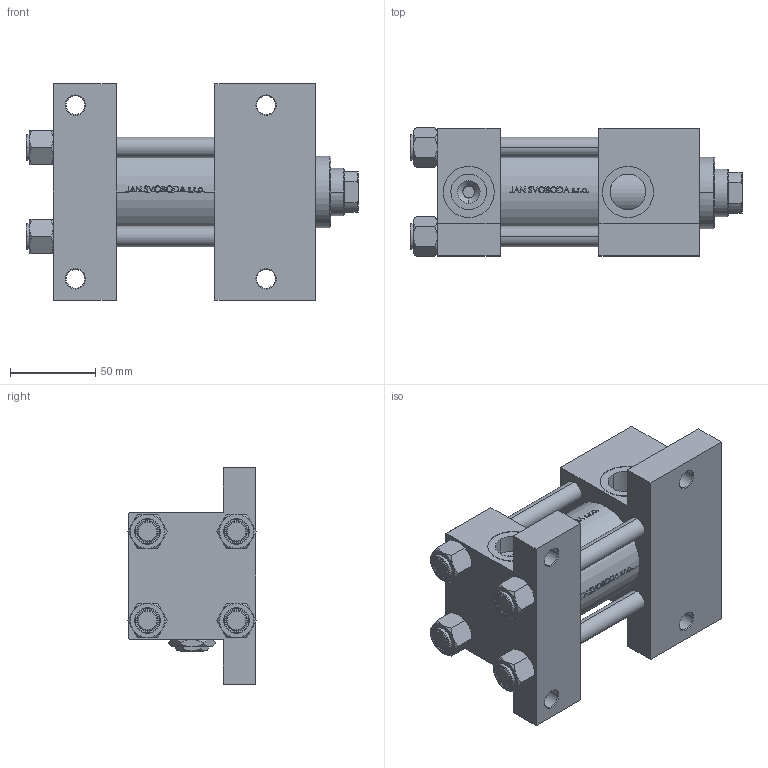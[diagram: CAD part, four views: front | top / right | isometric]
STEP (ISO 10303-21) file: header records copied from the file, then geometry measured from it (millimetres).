
FILE_DESCRIPTION (( 'STEP AP203' ), '1' );
FILE_NAME ('1709.STEP', '2023-08-23T15:13:41', ( '' ), ( '' ), 'SwSTEP 2.0', 'SolidWorks 2019', '' );
FILE_SCHEMA (( 'CONFIG_CONTROL_DESIGN' ));
Length unit declared in the file: millimetre
Products named in the file (7): V215CR_G_TYCINKA cbda42be2cc3d2038aad4ad9d98d97c0; V215_VC_A cbda42be2cc3d2038aad4ad9d98d97c0; V215CR_VCP_G cbda42be2cc3d2038aad4ad9d98d97c0; Zatka_pro_OIL_PORT cbda42be2cc3d2038aad4ad9d98d97c0; V215CR_G_Body cbda42be2cc3d2038aad4ad9d98d97c0; NUT_M5_G cbda42be2cc3d2038aad4ad9d98d97c0; 1709
Assembly tree (13 placements, depth 2):
  1709
    V215CR_G_Body cbda42be2cc3d2038aad4ad9d98d97c0
    V215CR_VCP_G cbda42be2cc3d2038aad4ad9d98d97c0
    V215CR_G_TYCINKA cbda42be2cc3d2038aad4ad9d98d97c0  x4
    NUT_M5_G cbda42be2cc3d2038aad4ad9d98d97c0  x4
    V215_VC_A cbda42be2cc3d2038aad4ad9d98d97c0
    Zatka_pro_OIL_PORT cbda42be2cc3d2038aad4ad9d98d97c0  x2
Bounding box: 195 x 75.54 x 127 mm (x, y, z)
Volume: 762343.2 mm3; surface area: 167562.9 mm2
Topology: 13 solids, 13 shells, 1183 faces, 2970 edges, 1901 vertices
Faces by surface type: plane 477, bspline 380, cone 186, cylinder 132, torus 8
Entity records: 49493 total; most frequent: CARTESIAN_POINT 26613, ORIENTED_EDGE 5240, DIRECTION 3268, EDGE_CURVE 2620, VERTEX_POINT 1699, LINE 1336, VECTOR 1336, EDGE_LOOP 1131
